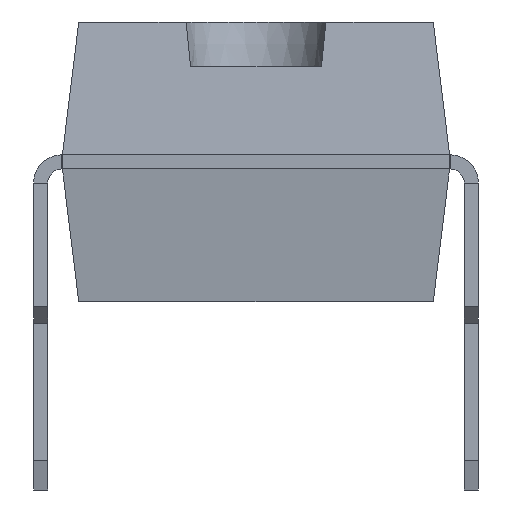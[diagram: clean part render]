
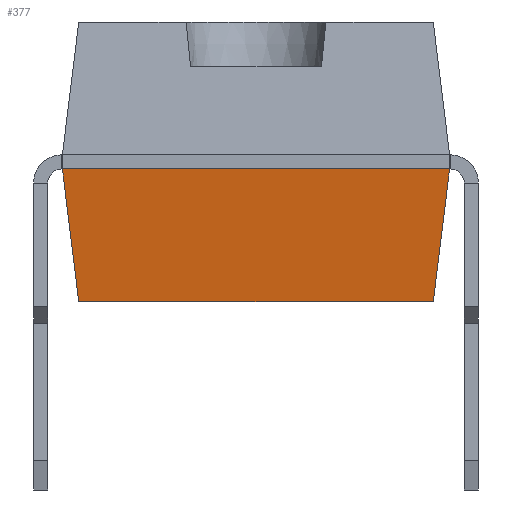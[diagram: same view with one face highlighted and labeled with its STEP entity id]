
A CAD part, left-side view. The second image highlights one B-rep face of the part: STEP entity #377.
In plain terms, the highlighted planar face has unit normal (-0.993, 0, -0.122).
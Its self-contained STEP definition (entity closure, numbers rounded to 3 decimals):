
#377=ADVANCED_FACE('',(#5077),#5079,.T.);
#5077=FACE_BOUND('',#5078,.T.);
#5078=EDGE_LOOP('',(#8548,#8549,#8550,#8551));
#5079=PLANE('',#5080);
#5080=AXIS2_PLACEMENT_3D('',#5081,#5082,#5083);
#5081=CARTESIAN_POINT('',(-1.806,6.946,0.38));
#5082=DIRECTION('',(-0.993,-0.,-0.122));
#5083=DIRECTION('',(0.,-1.,0.));
#8548=ORIENTED_EDGE('',*,*,#10875,.F.);
#8549=ORIENTED_EDGE('',*,*,#10882,.F.);
#8550=ORIENTED_EDGE('',*,*,#10883,.T.);
#8551=ORIENTED_EDGE('',*,*,#10884,.T.);
#10875=EDGE_CURVE('',#12064,#12066,#12067,.T.);
#10882=EDGE_CURVE('',#12076,#12064,#12077,.T.);
#10883=EDGE_CURVE('',#12076,#12078,#12079,.T.);
#10884=EDGE_CURVE('',#12078,#12066,#12080,.T.);
#12064=VERTEX_POINT('',#14008);
#12066=VERTEX_POINT('',#14012);
#12067=LINE('',#14013,#14014);
#12076=VERTEX_POINT('',#14036);
#12077=LINE('',#14037,#14038);
#12078=VERTEX_POINT('',#14040);
#12079=LINE('',#14041,#14042);
#12080=LINE('',#14044,#14045);
#14008=CARTESIAN_POINT('',(-2.095,7.235,2.73));
#14012=CARTESIAN_POINT('',(-2.095,0.385,2.73));
#14013=CARTESIAN_POINT('',(-2.095,7.235,2.73));
#14014=VECTOR('',#14015,1.);
#14015=DIRECTION('',(0.,-1.,0.));
#14036=CARTESIAN_POINT('',(-1.806,6.946,0.38));
#14037=CARTESIAN_POINT('',(-1.806,6.946,0.38));
#14038=VECTOR('',#14039,1.);
#14039=DIRECTION('',(-0.121,0.121,0.985));
#14040=CARTESIAN_POINT('',(-1.806,0.674,0.38));
#14041=CARTESIAN_POINT('',(-1.806,6.946,0.38));
#14042=VECTOR('',#14043,1.);
#14043=DIRECTION('',(0.,-1.,0.));
#14044=CARTESIAN_POINT('',(-1.806,0.674,0.38));
#14045=VECTOR('',#14046,1.);
#14046=DIRECTION('',(-0.121,-0.121,0.985));
